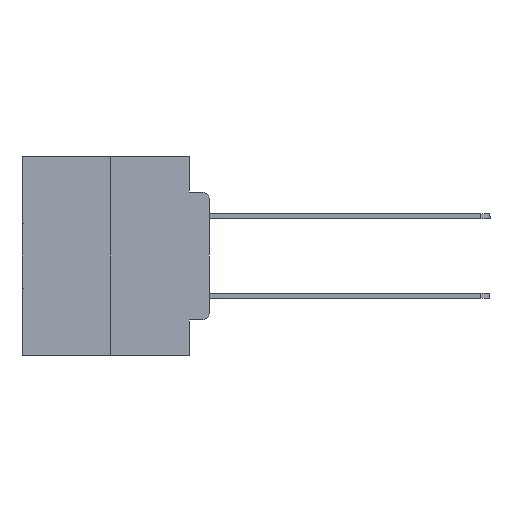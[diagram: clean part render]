
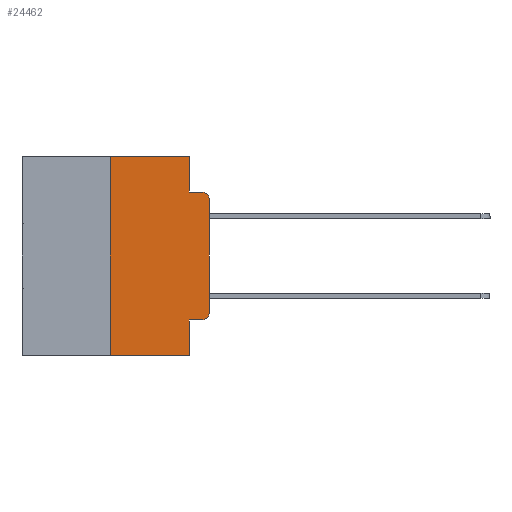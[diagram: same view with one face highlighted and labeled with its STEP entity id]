
A CAD part, left-side view. The second image highlights one B-rep face of the part: STEP entity #24462.
In plain terms, the highlighted planar face has unit normal (-1, 0, 0).
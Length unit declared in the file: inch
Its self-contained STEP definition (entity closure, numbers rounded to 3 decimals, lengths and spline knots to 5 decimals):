
#36 = VECTOR ( 'NONE', #7978, 39.37008 ) ;
#290 = DIRECTION ( 'NONE',  ( -1., 0., 0. ) ) ;
#378 = DIRECTION ( 'NONE',  ( 0., -1., 0. ) ) ;
#696 = EDGE_CURVE ( 'NONE', #19059, #6693, #13514, .T. ) ;
#896 = ORIENTED_EDGE ( 'NONE', *, *, #24218, .F. ) ;
#1233 = CARTESIAN_POINT ( 'NONE',  ( 0., 0.25, 0. ) ) ;
#2383 = VERTEX_POINT ( 'NONE', #11086 ) ;
#2425 = ORIENTED_EDGE ( 'NONE', *, *, #13129, .F. ) ;
#3090 = CARTESIAN_POINT ( 'NONE',  ( 0., 0.051, 0. ) ) ;
#3336 = LINE ( 'NONE', #5281, #9762 ) ;
#4056 = CARTESIAN_POINT ( 'NONE',  ( 0., 0.473, -0.5 ) ) ;
#5182 = EDGE_CURVE ( 'NONE', #6693, #20600, #27231, .T. ) ;
#5281 = CARTESIAN_POINT ( 'NONE',  ( 0., 0.473, 0. ) ) ;
#5843 = ORIENTED_EDGE ( 'NONE', *, *, #14735, .F. ) ;
#6013 = ORIENTED_EDGE ( 'NONE', *, *, #26906, .T. ) ;
#6393 = ORIENTED_EDGE ( 'NONE', *, *, #28376, .F. ) ;
#6693 = VERTEX_POINT ( 'NONE', #11114 ) ;
#6703 = DIRECTION ( 'NONE',  ( 0., 0., -1. ) ) ;
#6711 = CARTESIAN_POINT ( 'NONE',  ( 0., 0.051, -0.0885 ) ) ;
#7210 = CARTESIAN_POINT ( 'NONE',  ( 0., 0.051, -0.4115 ) ) ;
#7978 = DIRECTION ( 'NONE',  ( 0., 0., -1. ) ) ;
#8229 = ORIENTED_EDGE ( 'NONE', *, *, #696, .T. ) ;
#8455 = DIRECTION ( 'NONE',  ( 0., 0., 1. ) ) ;
#8891 = PLANE ( 'NONE',  #19573 ) ;
#9097 = VERTEX_POINT ( 'NONE', #6711 ) ;
#9451 = DIRECTION ( 'NONE',  ( -1., 0., 0. ) ) ;
#9512 = ORIENTED_EDGE ( 'NONE', *, *, #9993, .T. ) ;
#9599 = DIRECTION ( 'NONE',  ( 0., -1., 0. ) ) ;
#9602 = VERTEX_POINT ( 'NONE', #20221 ) ;
#9762 = VECTOR ( 'NONE', #378, 39.37008 ) ;
#9797 = VECTOR ( 'NONE', #8455, 39.37008 ) ;
#9993 = EDGE_CURVE ( 'NONE', #20600, #16356, #12340, .T. ) ;
#10895 = ORIENTED_EDGE ( 'NONE', *, *, #11551, .F. ) ;
#11068 = VECTOR ( 'NONE', #6703, 39.37008 ) ;
#11086 = CARTESIAN_POINT ( 'NONE',  ( 0., 0.051, -0.4115 ) ) ;
#11114 = CARTESIAN_POINT ( 'NONE',  ( 0., 0., -0.3915 ) ) ;
#11287 = ORIENTED_EDGE ( 'NONE', *, *, #5182, .T. ) ;
#11551 = EDGE_CURVE ( 'NONE', #9097, #16356, #18553, .T. ) ;
#11928 = ORIENTED_EDGE ( 'NONE', *, *, #20464, .T. ) ;
#12340 = CIRCLE ( 'NONE', #25642, 0.02 ) ;
#12655 = DIRECTION ( 'NONE',  ( 0., 0., -1. ) ) ;
#13129 = EDGE_CURVE ( 'NONE', #9602, #9097, #29901, .T. ) ;
#13514 = CIRCLE ( 'NONE', #16050, 0.02 ) ;
#13523 = CARTESIAN_POINT ( 'NONE',  ( 0., 0.473, 0. ) ) ;
#13624 = DIRECTION ( 'NONE',  ( 1., 0., 0. ) ) ;
#13938 = VECTOR ( 'NONE', #17105, 39.37008 ) ;
#14540 = VERTEX_POINT ( 'NONE', #28852 ) ;
#14651 = CARTESIAN_POINT ( 'NONE',  ( 0., 0.02, -0.1085 ) ) ;
#14735 = EDGE_CURVE ( 'NONE', #14540, #22565, #15318, .T. ) ;
#15318 = LINE ( 'NONE', #1233, #9797 ) ;
#15945 = DIRECTION ( 'NONE',  ( 0., -1., 0. ) ) ;
#16050 = AXIS2_PLACEMENT_3D ( 'NONE', #28431, #9451, #12655 ) ;
#16120 = CARTESIAN_POINT ( 'NONE',  ( 0., 0.051, -0.0885 ) ) ;
#16356 = VERTEX_POINT ( 'NONE', #18899 ) ;
#17024 = DIRECTION ( 'NONE',  ( 0., 0., -1. ) ) ;
#17105 = DIRECTION ( 'NONE',  ( 0., 0., 1. ) ) ;
#17164 = CARTESIAN_POINT ( 'NONE',  ( 0., 0., 0. ) ) ;
#18553 = LINE ( 'NONE', #16120, #29640 ) ;
#18899 = CARTESIAN_POINT ( 'NONE',  ( 0., 0.02, -0.0885 ) ) ;
#19059 = VERTEX_POINT ( 'NONE', #28281 ) ;
#19083 = LINE ( 'NONE', #4056, #26098 ) ;
#19090 = LINE ( 'NONE', #3090, #36 ) ;
#19388 = CARTESIAN_POINT ( 'NONE',  ( 0., 0.051, -0.5 ) ) ;
#19573 = AXIS2_PLACEMENT_3D ( 'NONE', #13523, #13624, #30131 ) ;
#20221 = CARTESIAN_POINT ( 'NONE',  ( 0., 0.051, 0. ) ) ;
#20464 = EDGE_CURVE ( 'NONE', #2383, #19059, #26310, .T. ) ;
#20600 = VERTEX_POINT ( 'NONE', #21773 ) ;
#21773 = CARTESIAN_POINT ( 'NONE',  ( 0., 0., -0.1085 ) ) ;
#22565 = VERTEX_POINT ( 'NONE', #24638 ) ;
#24218 = EDGE_CURVE ( 'NONE', #2383, #24743, #19090, .T. ) ;
#24462 = ADVANCED_FACE ( 'NONE', ( #24959 ), #8891, .F. ) ;
#24638 = CARTESIAN_POINT ( 'NONE',  ( 0., 0.25, 0. ) ) ;
#24743 = VERTEX_POINT ( 'NONE', #19388 ) ;
#24809 = VECTOR ( 'NONE', #9599, 39.37008 ) ;
#24959 = FACE_OUTER_BOUND ( 'NONE', #27736, .T. ) ;
#25642 = AXIS2_PLACEMENT_3D ( 'NONE', #14651, #290, #17024 ) ;
#26098 = VECTOR ( 'NONE', #15945, 39.37008 ) ;
#26310 = LINE ( 'NONE', #7210, #24809 ) ;
#26906 = EDGE_CURVE ( 'NONE', #14540, #24743, #19083, .T. ) ;
#27231 = LINE ( 'NONE', #17164, #13938 ) ;
#27736 = EDGE_LOOP ( 'NONE', ( #11287, #9512, #10895, #2425, #6393, #5843, #6013, #896, #11928, #8229 ) ) ;
#27871 = DIRECTION ( 'NONE',  ( 0., -1., 0. ) ) ;
#28001 = CARTESIAN_POINT ( 'NONE',  ( 0., 0.051, 0. ) ) ;
#28281 = CARTESIAN_POINT ( 'NONE',  ( 0., 0.02, -0.4115 ) ) ;
#28376 = EDGE_CURVE ( 'NONE', #22565, #9602, #3336, .T. ) ;
#28431 = CARTESIAN_POINT ( 'NONE',  ( 0., 0.02, -0.3915 ) ) ;
#28852 = CARTESIAN_POINT ( 'NONE',  ( 0., 0.25, -0.5 ) ) ;
#29640 = VECTOR ( 'NONE', #27871, 39.37008 ) ;
#29901 = LINE ( 'NONE', #28001, #11068 ) ;
#30131 = DIRECTION ( 'NONE',  ( 0., 0., -1. ) ) ;
